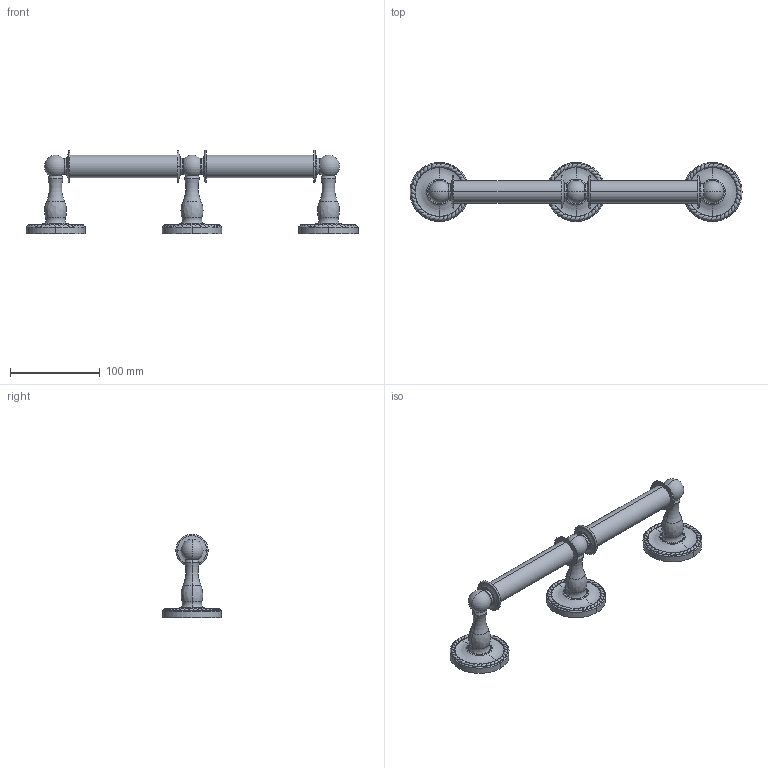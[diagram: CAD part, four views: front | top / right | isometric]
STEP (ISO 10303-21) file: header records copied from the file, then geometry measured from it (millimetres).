
FILE_DESCRIPTION((''),'2;1');
FILE_NAME('1508D_ASM','2011-01-11T',('project'),(''),'PRO/ENGINEER BY PARAMETRIC TECHNOLOGY CORPORATION, 2009300','PRO/ENGINEER BY PARAMETRIC TECHNOLOGY CORPORATION, 2009300','');
FILE_SCHEMA(('CONFIG_CONTROL_DESIGN'));
Length unit declared in the file: inch
Products named in the file (3): 1108D; 1500C; 1508D_ASM
Assembly tree (4 placements, depth 2):
  1508D_ASM
    1108D
    1500C  x3
Bounding box: 369.52 x 65.79 x 92.99 mm (x, y, z)
Volume: 229910.1 mm3; surface area: 70907.5 mm2
Topology: 4 solids, 4 shells, 512 faces, 1736 edges, 1025 vertices
Faces by surface type: bspline 234, sphere 120, torus 72, plane 36, cylinder 36, cone 14
Entity records: 10459 total; most frequent: CARTESIAN_POINT 4391, DIRECTION 1400, ORIENTED_EDGE 1276, AXIS2_PLACEMENT_3D 683, EDGE_CURVE 638, CIRCLE 528, VERTEX_POINT 429, EDGE_LOOP 249
